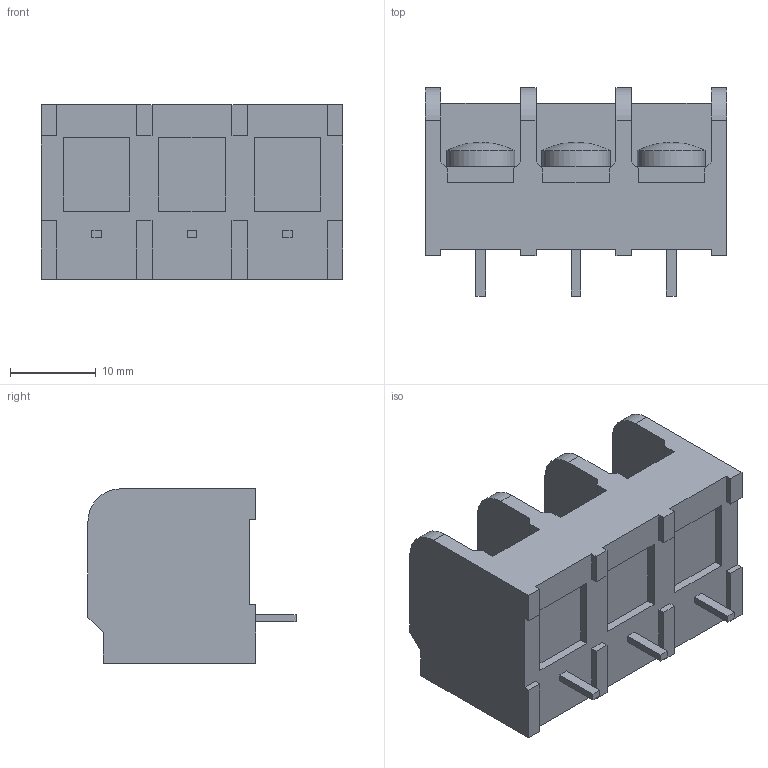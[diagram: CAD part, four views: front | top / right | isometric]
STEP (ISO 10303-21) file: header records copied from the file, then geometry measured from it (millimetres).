
FILE_DESCRIPTION(('FreeCAD Model'),'2;1');
FILE_NAME('Open CASCADE Shape Model','2023-11-18T11:09:46',('Eric Obeng' ),('Erictronics Systems'),'Open CASCADE STEP processor 7.6', 'FreeCAD','Unknown');
FILE_SCHEMA(('AP242_MANAGED_MODEL_BASED_3D_ENGINEERING_MIM_LF. {1 0 10303 442 1 1 4 }'));
Length unit declared in the file: millimetre
Products named in the file (1): 6-1437657-9
Bounding box: 35.18 x 24.26 x 20.32 mm (x, y, z)
Volume: 8620.8 mm3; surface area: 5741.7 mm2
Topology: 1 solids, 1 shells, 331 faces, 924 edges, 609 vertices
Faces by surface type: plane 271, cylinder 54, sphere 6
Entity records: 10476 total; most frequent: CARTESIAN_POINT 1859, ORIENTED_EDGE 1836, DIRECTION 1696, EDGE_CURVE 918, LINE 804, VECTOR 804, VERTEX_POINT 609, AXIS2_PLACEMENT_3D 446
